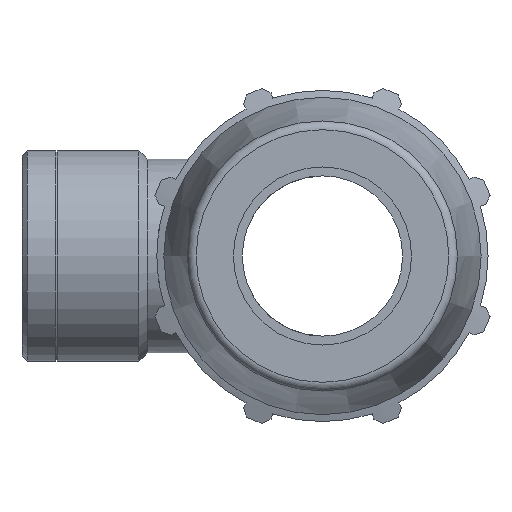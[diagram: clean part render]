
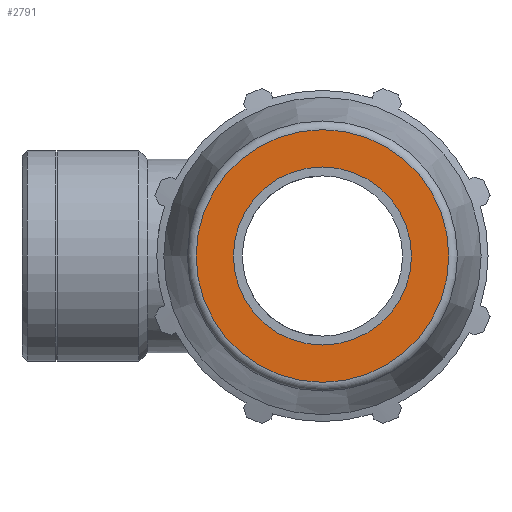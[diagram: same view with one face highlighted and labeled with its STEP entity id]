
A CAD part, left-side view. The second image highlights one B-rep face of the part: STEP entity #2791.
In plain terms, the highlighted planar face has unit normal (-1, 0, 0).
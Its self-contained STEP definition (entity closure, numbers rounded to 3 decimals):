
#58=PLANE('',#3005);
#591=FACE_BOUND('',#865,.T.);
#693=FACE_OUTER_BOUND('',#864,.T.);
#864=EDGE_LOOP('',(#2118));
#865=EDGE_LOOP('',(#2119));
#1039=CIRCLE('',#3003,22.704);
#1040=CIRCLE('',#3006,16.);
#1234=VERTEX_POINT('',#4418);
#1235=VERTEX_POINT('',#4422);
#1559=EDGE_CURVE('',#1234,#1234,#1039,.T.);
#1560=EDGE_CURVE('',#1235,#1235,#1040,.T.);
#2118=ORIENTED_EDGE('',*,*,#1559,.T.);
#2119=ORIENTED_EDGE('',*,*,#1560,.T.);
#2791=ADVANCED_FACE('',(#693,#591),#58,.F.);
#3003=AXIS2_PLACEMENT_3D('',#4419,#3504,#3505);
#3005=AXIS2_PLACEMENT_3D('',#4421,#3508,#3509);
#3006=AXIS2_PLACEMENT_3D('',#4423,#3510,#3511);
#3504=DIRECTION('center_axis',(-1.,0.,0.));
#3505=DIRECTION('ref_axis',(0.,-1.,0.));
#3508=DIRECTION('center_axis',(1.,0.,0.));
#3509=DIRECTION('ref_axis',(0.,0.,-1.));
#3510=DIRECTION('center_axis',(1.,0.,0.));
#3511=DIRECTION('ref_axis',(0.,0.,-1.));
#4418=CARTESIAN_POINT('',(-88.5,22.704,0.));
#4419=CARTESIAN_POINT('Origin',(-88.5,0.,0.));
#4421=CARTESIAN_POINT('Origin',(-88.5,16.,0.));
#4422=CARTESIAN_POINT('',(-88.5,16.,0.));
#4423=CARTESIAN_POINT('Origin',(-88.5,0.,0.));
